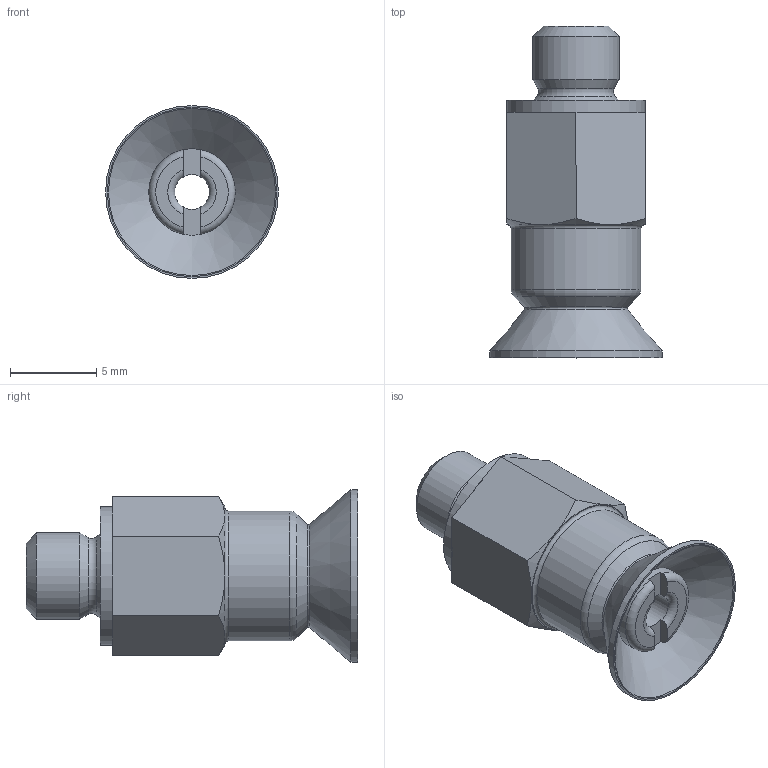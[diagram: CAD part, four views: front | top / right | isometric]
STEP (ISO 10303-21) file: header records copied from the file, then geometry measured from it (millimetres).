
FILE_DESCRIPTION(/* description */ ('STEP AP214'),/* implementation_level */ '2;1');
FILE_NAME(/* name */ '1385610_VAS-10-M5-SI-B',/* time_stamp */ '2024-09-16T08:27:54+02:00',/* author */ ('License CC BY-ND 4.0'),/* organization */ ('CADENAS'),/* preprocessor_version */ 'ST-DEVELOPER v19.3',/* originating_system */ 'PARTsolutions',/* authorisation */ ' ');
FILE_SCHEMA (('AUTOMOTIVE_DESIGN {1 0 10303 214 3 1 1}'));
Length unit declared in the file: millimetre
Products named in the file (1): 1385610 VAS-10-M5-SI-B
Bounding box: 10 x 19.2 x 10 mm (x, y, z)
Volume: 703.3 mm3; surface area: 751 mm2
Topology: 1 solids, 1 shells, 51 faces, 117 edges, 70 vertices
Faces by surface type: plane 24, cone 12, torus 9, cylinder 6
Full cylindrical faces by diameter (mm): 2 x1, 5 x2, 7.5 x1, 8 x1, 10 x1
Entity records: 1364 total; most frequent: CARTESIAN_POINT 276, DIRECTION 224, ORIENTED_EDGE 194, EDGE_CURVE 97, AXIS2_PLACEMENT_3D 95, EDGE_LOOP 72, FACE_BOUND 72, VERTEX_POINT 67
